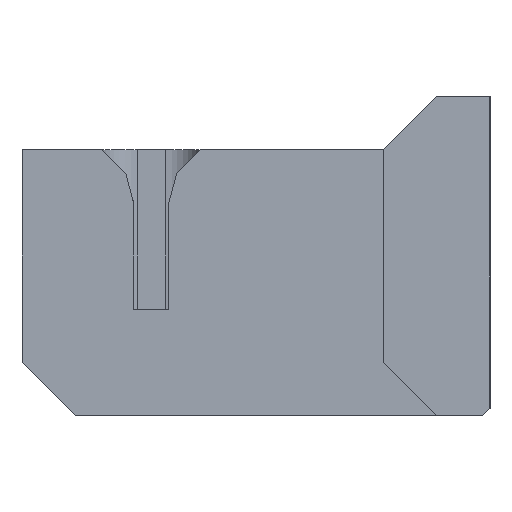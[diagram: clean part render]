
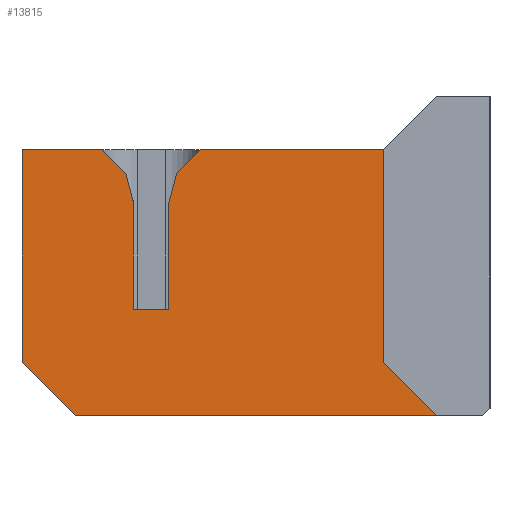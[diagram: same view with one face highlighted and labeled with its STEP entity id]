
A CAD part, left-side view. The second image highlights one B-rep face of the part: STEP entity #13815.
In plain terms, the highlighted planar face has unit normal (-1, 0, 0).
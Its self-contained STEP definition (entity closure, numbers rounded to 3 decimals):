
#505=PLANE('',#14885);
#1551=FACE_OUTER_BOUND('',#2601,.T.);
#2601=EDGE_LOOP('',(#11392,#11393,#11394,#11395,#11396,#11397,#11398,#11399,
#11400,#11401,#11402,#11403,#11404,#11405));
#3323=LINE('',#19750,#5179);
#3427=LINE('',#19960,#5283);
#3455=LINE('',#20016,#5311);
#3482=LINE('',#20070,#5338);
#3498=LINE('',#20102,#5354);
#3555=LINE('',#20215,#5411);
#3789=LINE('',#20680,#5645);
#4137=LINE('',#21380,#5993);
#4138=LINE('',#21382,#5994);
#4139=LINE('',#21384,#5995);
#4140=LINE('',#21386,#5996);
#4141=LINE('',#21388,#5997);
#4142=LINE('',#21390,#5998);
#4143=LINE('',#21391,#5999);
#5179=VECTOR('',#15631,10.);
#5283=VECTOR('',#15747,10.);
#5311=VECTOR('',#15803,10.);
#5338=VECTOR('',#15858,10.);
#5354=VECTOR('',#15890,10.);
#5411=VECTOR('',#16005,10.);
#5645=VECTOR('',#16535,10.);
#5993=VECTOR('',#17405,10.);
#5994=VECTOR('',#17406,10.);
#5995=VECTOR('',#17407,10.);
#5996=VECTOR('',#17408,10.);
#5997=VECTOR('',#17409,10.);
#5998=VECTOR('',#17410,10.);
#5999=VECTOR('',#17411,10.);
#7050=VERTEX_POINT('',#19747);
#7051=VERTEX_POINT('',#19749);
#7151=VERTEX_POINT('',#19958);
#7165=VERTEX_POINT('',#20014);
#7178=VERTEX_POINT('',#20068);
#7185=VERTEX_POINT('',#20094);
#7213=VERTEX_POINT('',#20213);
#7296=VERTEX_POINT('',#20678);
#7387=VERTEX_POINT('',#21379);
#7388=VERTEX_POINT('',#21381);
#7389=VERTEX_POINT('',#21383);
#7390=VERTEX_POINT('',#21385);
#7391=VERTEX_POINT('',#21387);
#7392=VERTEX_POINT('',#21389);
#7878=EDGE_CURVE('',#7050,#7051,#3323,.T.);
#7983=EDGE_CURVE('',#7151,#7050,#3427,.T.);
#8011=EDGE_CURVE('',#7165,#7151,#3455,.T.);
#8038=EDGE_CURVE('',#7051,#7178,#3482,.T.);
#8054=EDGE_CURVE('',#7185,#7165,#3498,.T.);
#8111=EDGE_CURVE('',#7178,#7213,#3555,.T.);
#8345=EDGE_CURVE('',#7213,#7296,#3789,.T.);
#8693=EDGE_CURVE('',#7387,#7185,#4137,.T.);
#8694=EDGE_CURVE('',#7388,#7387,#4138,.T.);
#8695=EDGE_CURVE('',#7389,#7388,#4139,.T.);
#8696=EDGE_CURVE('',#7390,#7389,#4140,.T.);
#8697=EDGE_CURVE('',#7390,#7391,#4141,.T.);
#8698=EDGE_CURVE('',#7391,#7392,#4142,.T.);
#8699=EDGE_CURVE('',#7296,#7392,#4143,.T.);
#11392=ORIENTED_EDGE('',*,*,#8345,.F.);
#11393=ORIENTED_EDGE('',*,*,#8111,.F.);
#11394=ORIENTED_EDGE('',*,*,#8038,.F.);
#11395=ORIENTED_EDGE('',*,*,#7878,.F.);
#11396=ORIENTED_EDGE('',*,*,#7983,.F.);
#11397=ORIENTED_EDGE('',*,*,#8011,.F.);
#11398=ORIENTED_EDGE('',*,*,#8054,.F.);
#11399=ORIENTED_EDGE('',*,*,#8693,.F.);
#11400=ORIENTED_EDGE('',*,*,#8694,.F.);
#11401=ORIENTED_EDGE('',*,*,#8695,.F.);
#11402=ORIENTED_EDGE('',*,*,#8696,.F.);
#11403=ORIENTED_EDGE('',*,*,#8697,.T.);
#11404=ORIENTED_EDGE('',*,*,#8698,.T.);
#11405=ORIENTED_EDGE('',*,*,#8699,.F.);
#13815=ADVANCED_FACE('',(#1551),#505,.T.);
#14885=AXIS2_PLACEMENT_3D('',#21378,#17403,#17404);
#15631=DIRECTION('',(0.,-1.,0.));
#15747=DIRECTION('',(0.,0.,-1.));
#15803=DIRECTION('',(0.,-0.259,-0.966));
#15858=DIRECTION('',(0.,0.,1.));
#15890=DIRECTION('',(0.,-0.707,-0.707));
#16005=DIRECTION('',(0.,-0.259,0.966));
#16535=DIRECTION('',(0.,-0.707,0.707));
#17403=DIRECTION('center_axis',(-1.,0.,0.));
#17404=DIRECTION('ref_axis',(0.,0.,1.));
#17405=DIRECTION('',(0.,-1.,0.));
#17406=DIRECTION('',(0.,0.,1.));
#17407=DIRECTION('',(0.,0.707,0.707));
#17408=DIRECTION('',(0.,1.,0.));
#17409=DIRECTION('',(0.,0.707,0.707));
#17410=DIRECTION('',(0.,0.,1.));
#17411=DIRECTION('',(0.,-1.,0.));
#19747=CARTESIAN_POINT('',(-12.5,20.14,-3.));
#19749=CARTESIAN_POINT('',(-12.5,18.14,-3.));
#19750=CARTESIAN_POINT('',(-12.5,22.29,-3.));
#19958=CARTESIAN_POINT('',(-12.5,20.14,3.));
#19960=CARTESIAN_POINT('',(-12.5,20.14,1.5));
#20014=CARTESIAN_POINT('',(-12.5,20.579,4.639));
#20016=CARTESIAN_POINT('',(-12.5,20.726,5.187));
#20068=CARTESIAN_POINT('',(-12.5,18.14,3.));
#20070=CARTESIAN_POINT('',(-12.5,18.14,1.5));
#20094=CARTESIAN_POINT('',(-12.5,21.94,6.));
#20102=CARTESIAN_POINT('',(-12.5,22.385,6.445));
#20213=CARTESIAN_POINT('',(-12.5,17.701,4.639));
#20215=CARTESIAN_POINT('',(-12.5,18.043,3.362));
#20678=CARTESIAN_POINT('',(-12.5,16.34,6.));
#20680=CARTESIAN_POINT('',(-12.5,19.545,2.795));
#21378=CARTESIAN_POINT('Origin',(-12.5,26.44,6.));
#21379=CARTESIAN_POINT('',(-12.5,26.44,6.));
#21380=CARTESIAN_POINT('',(-12.5,16.22,6.));
#21381=CARTESIAN_POINT('',(-12.5,26.44,-6.));
#21382=CARTESIAN_POINT('',(-12.5,26.44,-6.));
#21383=CARTESIAN_POINT('',(-12.5,23.44,-9.));
#21384=CARTESIAN_POINT('',(-12.5,23.44,-9.));
#21385=CARTESIAN_POINT('',(-12.5,3.,-9.));
#21386=CARTESIAN_POINT('',(-12.5,20.566,-9.));
#21387=CARTESIAN_POINT('',(-12.5,6.,-6.));
#21388=CARTESIAN_POINT('',(-12.5,3.,-9.));
#21389=CARTESIAN_POINT('',(-12.5,6.,6.));
#21390=CARTESIAN_POINT('',(-12.5,6.,0.));
#21391=CARTESIAN_POINT('',(-12.5,16.22,6.));
